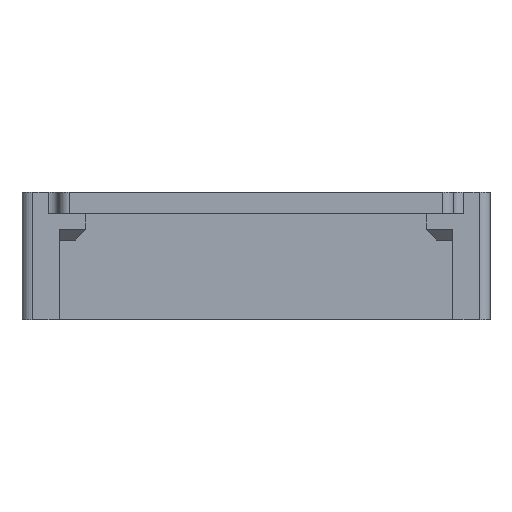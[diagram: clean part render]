
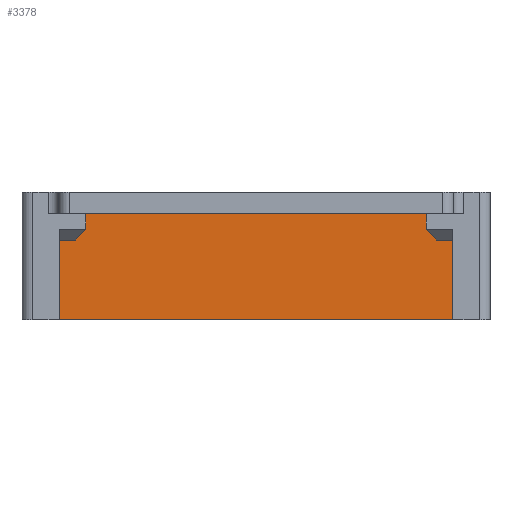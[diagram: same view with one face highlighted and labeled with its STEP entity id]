
A CAD part, front view. The second image highlights one B-rep face of the part: STEP entity #3378.
In plain terms, the highlighted planar face has unit normal (0, -1, 0).
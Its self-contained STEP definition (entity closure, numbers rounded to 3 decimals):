
#148=PLANE('',#3743);
#317=FACE_OUTER_BOUND('',#535,.T.);
#535=EDGE_LOOP('',(#3060,#3061,#3062,#3063,#3064,#3065,#3066,#3067,#3068,
#3069));
#833=LINE('',#5202,#1149);
#837=LINE('',#5210,#1153);
#841=LINE('',#5218,#1157);
#845=LINE('',#5225,#1161);
#908=LINE('',#5437,#1224);
#909=LINE('',#5440,#1225);
#911=LINE('',#5444,#1227);
#914=LINE('',#5449,#1230);
#924=LINE('',#5478,#1240);
#945=LINE('',#5546,#1261);
#1149=VECTOR('',#4121,10.);
#1153=VECTOR('',#4129,10.);
#1157=VECTOR('',#4135,10.);
#1161=VECTOR('',#4141,10.);
#1224=VECTOR('',#4322,10.);
#1225=VECTOR('',#4325,10.);
#1227=VECTOR('',#4329,10.);
#1230=VECTOR('',#4334,10.);
#1240=VECTOR('',#4366,10.);
#1261=VECTOR('',#4455,10.);
#1533=VERTEX_POINT('',#5199);
#1534=VERTEX_POINT('',#5201);
#1536=VERTEX_POINT('',#5209);
#1538=VERTEX_POINT('',#5215);
#1539=VERTEX_POINT('',#5217);
#1541=VERTEX_POINT('',#5223);
#1631=VERTEX_POINT('',#5435);
#1632=VERTEX_POINT('',#5439);
#1633=VERTEX_POINT('',#5443);
#1634=VERTEX_POINT('',#5447);
#1885=EDGE_CURVE('',#1533,#1534,#833,.F.);
#1889=EDGE_CURVE('',#1536,#1534,#837,.T.);
#1893=EDGE_CURVE('',#1538,#1539,#841,.F.);
#1897=EDGE_CURVE('',#1538,#1541,#845,.T.);
#2005=EDGE_CURVE('',#1533,#1631,#908,.T.);
#2006=EDGE_CURVE('',#1536,#1632,#909,.T.);
#2008=EDGE_CURVE('',#1633,#1539,#911,.T.);
#2011=EDGE_CURVE('',#1541,#1634,#914,.T.);
#2026=EDGE_CURVE('',#1632,#1634,#924,.T.);
#2059=EDGE_CURVE('',#1633,#1631,#945,.T.);
#3060=ORIENTED_EDGE('',*,*,#2005,.T.);
#3061=ORIENTED_EDGE('',*,*,#2059,.F.);
#3062=ORIENTED_EDGE('',*,*,#2008,.T.);
#3063=ORIENTED_EDGE('',*,*,#1893,.F.);
#3064=ORIENTED_EDGE('',*,*,#1897,.T.);
#3065=ORIENTED_EDGE('',*,*,#2011,.T.);
#3066=ORIENTED_EDGE('',*,*,#2026,.F.);
#3067=ORIENTED_EDGE('',*,*,#2006,.F.);
#3068=ORIENTED_EDGE('',*,*,#1889,.T.);
#3069=ORIENTED_EDGE('',*,*,#1885,.F.);
#3378=ADVANCED_FACE('',(#317),#148,.T.);
#3743=AXIS2_PLACEMENT_3D('',#5741,#4734,#4735);
#4121=DIRECTION('',(-0.707,0.,0.707));
#4129=DIRECTION('',(-1.,0.,0.));
#4135=DIRECTION('',(-0.707,0.,-0.707));
#4141=DIRECTION('',(-1.,0.,0.));
#4322=DIRECTION('',(0.,0.,1.));
#4325=DIRECTION('',(0.,0.,-1.));
#4329=DIRECTION('',(0.,0.,-1.));
#4334=DIRECTION('',(0.,0.,-1.));
#4366=DIRECTION('',(-1.,0.,0.));
#4455=DIRECTION('',(1.,0.,0.));
#4734=DIRECTION('center_axis',(0.,-1.,0.));
#4735=DIRECTION('ref_axis',(-1.,0.,0.));
#5199=CARTESIAN_POINT('',(32.,43.,-3.));
#5201=CARTESIAN_POINT('',(34.,43.,-5.));
#5202=CARTESIAN_POINT('',(33.,43.,-4.));
#5209=CARTESIAN_POINT('',(37.,43.,-5.));
#5210=CARTESIAN_POINT('',(37.,43.,-5.));
#5215=CARTESIAN_POINT('',(-34.,43.,-5.));
#5217=CARTESIAN_POINT('',(-32.,43.,-3.));
#5218=CARTESIAN_POINT('',(-14.5,43.,14.5));
#5223=CARTESIAN_POINT('',(-37.,43.,-5.));
#5225=CARTESIAN_POINT('',(0.,43.,-5.));
#5435=CARTESIAN_POINT('',(32.,43.,0.));
#5437=CARTESIAN_POINT('',(32.,43.,-1.25));
#5439=CARTESIAN_POINT('',(37.,43.,-20.));
#5440=CARTESIAN_POINT('',(37.,43.,0.));
#5443=CARTESIAN_POINT('',(-32.,43.,0.));
#5444=CARTESIAN_POINT('',(-32.,43.,-1.25));
#5447=CARTESIAN_POINT('',(-37.,43.,-20.));
#5449=CARTESIAN_POINT('',(-37.,43.,0.));
#5478=CARTESIAN_POINT('',(37.,43.,-20.));
#5546=CARTESIAN_POINT('',(18.5,43.,0.));
#5741=CARTESIAN_POINT('Origin',(37.,43.,0.));
